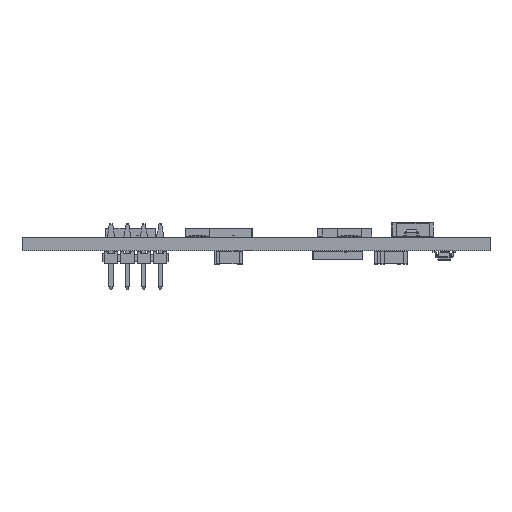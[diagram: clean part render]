
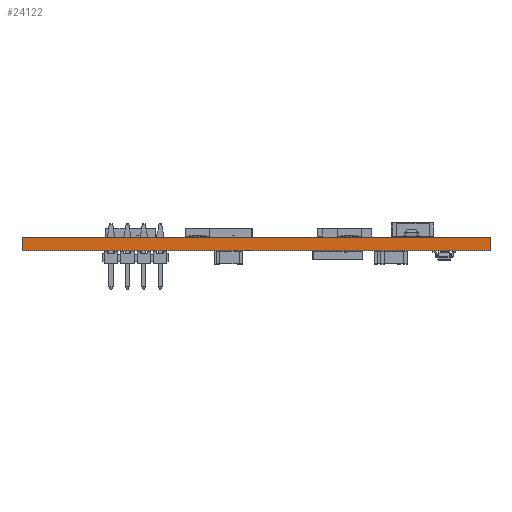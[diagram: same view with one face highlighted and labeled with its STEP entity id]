
A CAD part, front view. The second image highlights one B-rep face of the part: STEP entity #24122.
In plain terms, the highlighted planar face has unit normal (0, -1, 0).
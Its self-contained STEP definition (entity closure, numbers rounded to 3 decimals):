
#24122 = ADVANCED_FACE('',(#24123),#24157,.T.);
#24123 = FACE_BOUND('',#24124,.T.);
#24124 = EDGE_LOOP('',(#24125,#24135,#24143,#24151));
#24125 = ORIENTED_EDGE('',*,*,#24126,.T.);
#24126 = EDGE_CURVE('',#24127,#24129,#24131,.T.);
#24127 = VERTEX_POINT('',#24128);
#24128 = CARTESIAN_POINT('',(70.,-0.,0.));
#24129 = VERTEX_POINT('',#24130);
#24130 = CARTESIAN_POINT('',(70.,0.,1.6));
#24131 = LINE('',#24132,#24133);
#24132 = CARTESIAN_POINT('',(70.,-0.,0.));
#24133 = VECTOR('',#24134,1.);
#24134 = DIRECTION('',(0.,0.,1.));
#24135 = ORIENTED_EDGE('',*,*,#24136,.T.);
#24136 = EDGE_CURVE('',#24129,#24137,#24139,.T.);
#24137 = VERTEX_POINT('',#24138);
#24138 = CARTESIAN_POINT('',(13.069,0.,1.6));
#24139 = LINE('',#24140,#24141);
#24140 = CARTESIAN_POINT('',(70.,0.,1.6));
#24141 = VECTOR('',#24142,1.);
#24142 = DIRECTION('',(-1.,0.,0.));
#24143 = ORIENTED_EDGE('',*,*,#24144,.F.);
#24144 = EDGE_CURVE('',#24145,#24137,#24147,.T.);
#24145 = VERTEX_POINT('',#24146);
#24146 = CARTESIAN_POINT('',(13.069,-0.,0.));
#24147 = LINE('',#24148,#24149);
#24148 = CARTESIAN_POINT('',(13.069,-0.,0.));
#24149 = VECTOR('',#24150,1.);
#24150 = DIRECTION('',(0.,0.,1.));
#24151 = ORIENTED_EDGE('',*,*,#24152,.F.);
#24152 = EDGE_CURVE('',#24127,#24145,#24153,.T.);
#24153 = LINE('',#24154,#24155);
#24154 = CARTESIAN_POINT('',(70.,-0.,0.));
#24155 = VECTOR('',#24156,1.);
#24156 = DIRECTION('',(-1.,0.,0.));
#24157 = PLANE('',#24158);
#24158 = AXIS2_PLACEMENT_3D('',#24159,#24160,#24161);
#24159 = CARTESIAN_POINT('',(70.,0.,0.));
#24160 = DIRECTION('',(0.,-1.,0.));
#24161 = DIRECTION('',(-1.,0.,0.));
